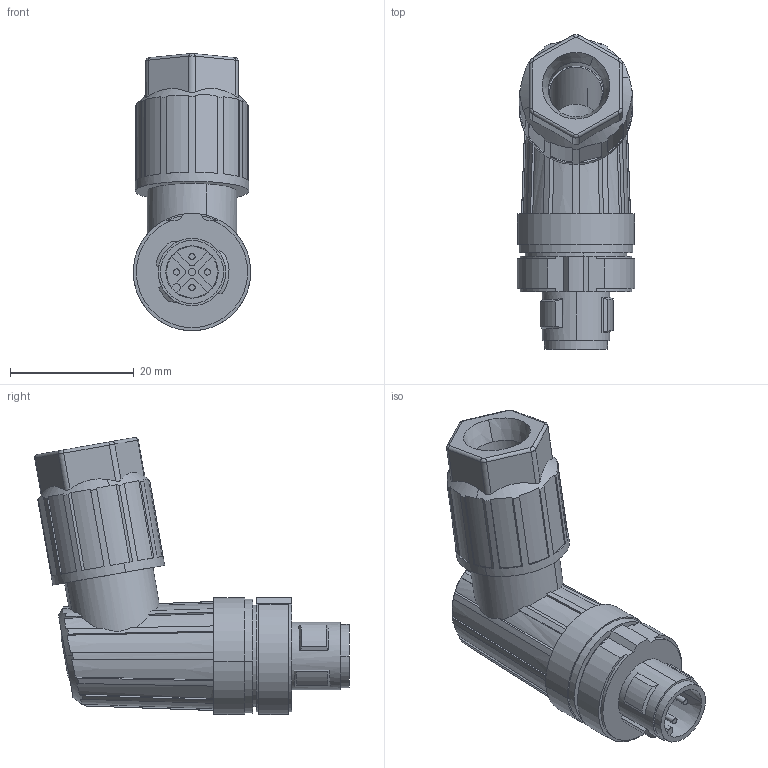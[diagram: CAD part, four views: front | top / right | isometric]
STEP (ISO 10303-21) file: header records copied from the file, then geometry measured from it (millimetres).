
FILE_DESCRIPTION(('Creo Elements/Direct Modeling STEP Export'),'2;1');
FILE_NAME('model.stp','2017-12-21T16:57:18',(''),(''),'Creo Elements/Direct Modeling STEP processor for AP214 (Solid Model)','Creo Elements/Direct Modeling 18.1I 14-Aug-2016 (C) Parametric Technology GmbH','');
FILE_SCHEMA(('AUTOMOTIVE_DESIGN { 1 0 10303 214 1 1 1 1 }'));
Length unit declared in the file: millimetre
Products named in the file (2): SACC...MR_4...M-select
Assembly tree (1 placements, depth 2):
  SACC...MR_4...M-select
    SACC...MR_4...M-select
Bounding box: 18.98 x 50.88 x 44.81 mm (x, y, z)
Volume: 12512.7 mm3; surface area: 6200.4 mm2
Topology: 1 solids, 1 shells, 244 faces, 661 edges, 438 vertices
Faces by surface type: plane 116, cylinder 62, cone 42, bspline 18, torus 6
Entity records: 16178 total; most frequent: CARTESIAN_POINT 8717, ORIENTED_EDGE 1322, DIRECTION 895, EDGE_CURVE 661, VERTEX_POINT 438, AXIS2_PLACEMENT_3D 331, EDGE_LOOP 263, FACE_OUTER_BOUND 244
